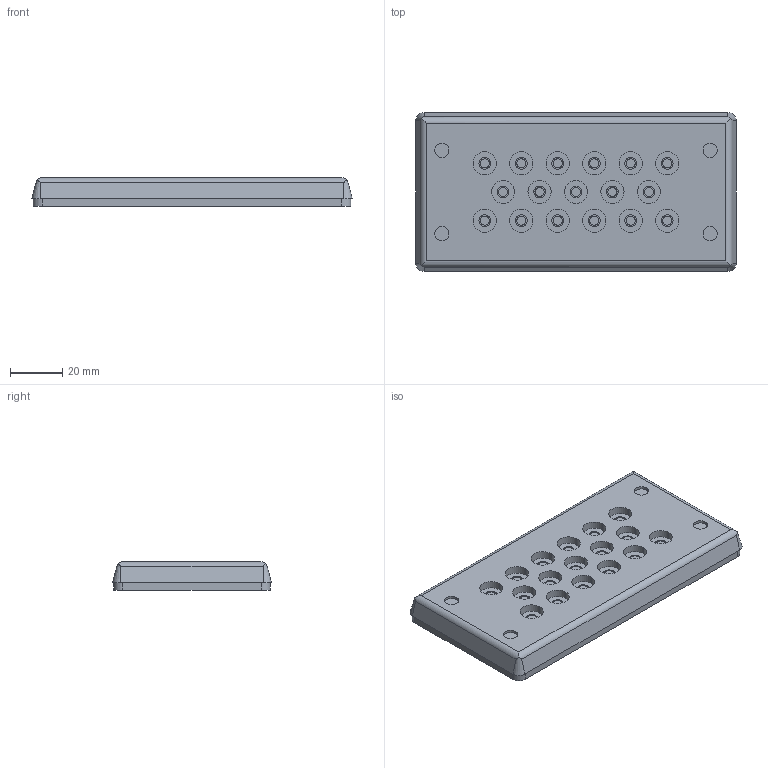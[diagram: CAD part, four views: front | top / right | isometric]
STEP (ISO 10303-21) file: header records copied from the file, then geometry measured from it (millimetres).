
FILE_DESCRIPTION (( 'STEP AP203' ), '1' );
FILE_NAME ('567409.step', '2024-10-14T13:39:12', ( '' ), ( '' ), 'SwSTEP 2.0', 'SolidWorks 2023', '' );
FILE_SCHEMA (( 'CONFIG_CONTROL_DESIGN' ));
Length unit declared in the file: inch
Products named in the file (1): 567409
Bounding box: 123 x 61 x 11 mm (x, y, z)
Volume: 44751 mm3; surface area: 23902.1 mm2
Topology: 1 solids, 1 shells, 253 faces, 552 edges, 368 vertices
Faces by surface type: cylinder 156, plane 93, cone 4
Entity records: 7273 total; most frequent: DIRECTION 1356, CARTESIAN_POINT 1322, ORIENTED_EDGE 1104, AXIS2_PLACEMENT_3D 562, EDGE_CURVE 552, VERTEX_POINT 368, EDGE_LOOP 320, CIRCLE 308
